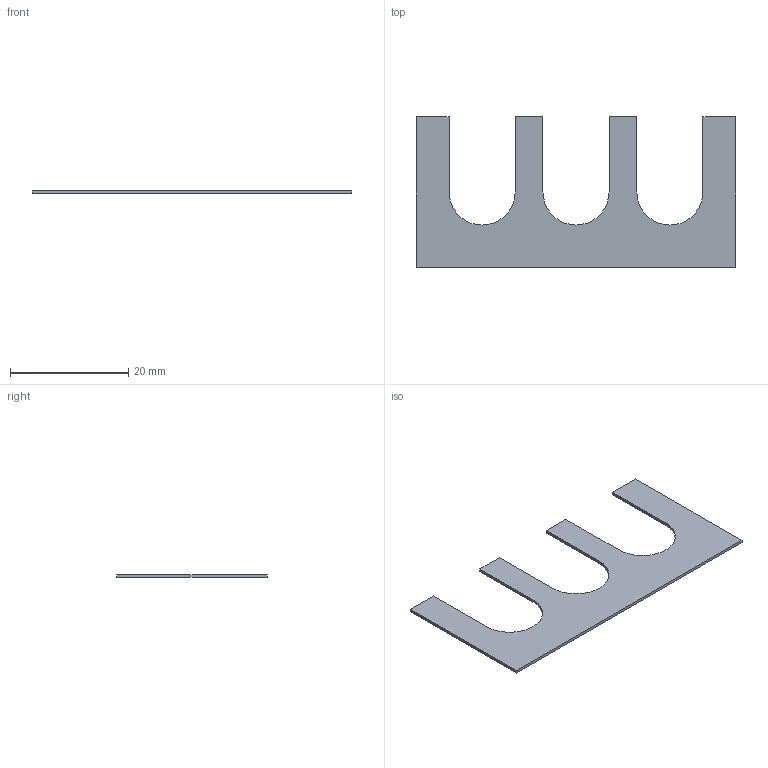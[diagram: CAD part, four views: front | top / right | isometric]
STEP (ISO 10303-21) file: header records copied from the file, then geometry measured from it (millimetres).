
FILE_DESCRIPTION(/* description */ ('STEP AP242','CAx-IF Rec.Pracs.---Representation and Presentation of Product Manufacturing Information (PMI)---4.0---2014-10-13','CAx-IF Rec.Pracs.---3D Tessellated Geometry---0.4---2014-09-14','2;1'),/* implementation_level */ '2;1');
FILE_NAME(/* name */ '627305b2f2c42865ba7cb60a',/* time_stamp */ '2022-05-04T23:01:07+00:00',/* author */ (''),/* organization */ (''),/* preprocessor_version */ 'ST-DEVELOPER v18.101',/* originating_system */ ' ',/* authorisation */ ' ');
FILE_SCHEMA (('AP242_MANAGED_MODEL_BASED_3D_ENGINEERING_MIM_LF { 1 0 10303 442 1 1 4 }'));
Length unit declared in the file: metre
Products named in the file (1): DSCH031-M050
Bounding box: 53.98 x 25.4 x 0.5 mm (x, y, z)
Volume: 399 mm3; surface area: 1723.1 mm2
Topology: 1 solids, 1 shells, 18 faces, 48 edges, 32 vertices
Faces by surface type: plane 15, cylinder 3
Entity records: 580 total; most frequent: CARTESIAN_POINT 99, ORIENTED_EDGE 96, DIRECTION 92, EDGE_CURVE 48, LINE 42, VECTOR 42, VERTEX_POINT 32, AXIS2_PLACEMENT_3D 25
